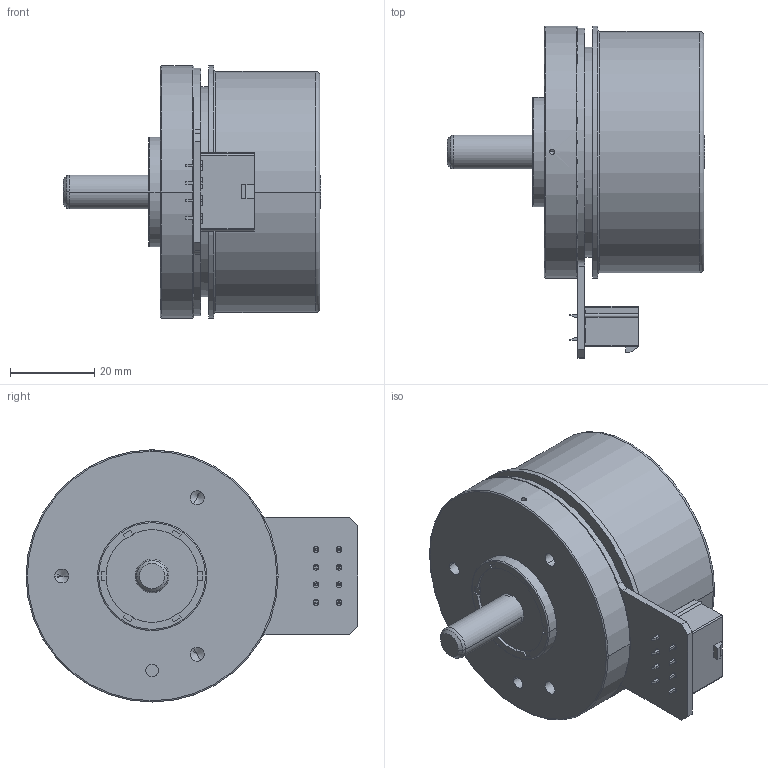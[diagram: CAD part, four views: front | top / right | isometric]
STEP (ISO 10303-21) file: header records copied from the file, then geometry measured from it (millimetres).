
FILE_DESCRIPTION((''),'2;1');
FILE_NAME('5156033_SW0001','2019-02-25T',('mmagvisi'),(''),'CREO PARAMETRIC BY PTC INC, 2017300','CREO PARAMETRIC BY PTC INC, 2017300','');
FILE_SCHEMA(('CONFIG_CONTROL_DESIGN'));
Length unit declared in the file: millimetre
Products named in the file (1): 5156033_SW0001
Bounding box: 61.3 x 79 x 60 mm (x, y, z)
Volume: 103682.3 mm3; surface area: 18761.7 mm2
Topology: 1 solids, 1 shells, 336 faces, 908 edges, 589 vertices
Faces by surface type: plane 256, cylinder 58, torus 12, cone 10
Entity records: 16351 total; most frequent: CARTESIAN_POINT 1883, ORIENTED_EDGE 1800, DIRECTION 1720, PRESENTATION_STYLE_ASSIGNMENT 1237, STYLED_ITEM 901, CURVE_STYLE 900, EDGE_CURVE 900, VECTOR 748
